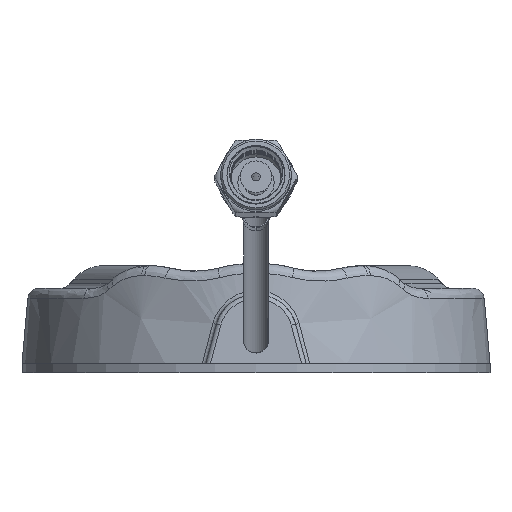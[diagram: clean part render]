
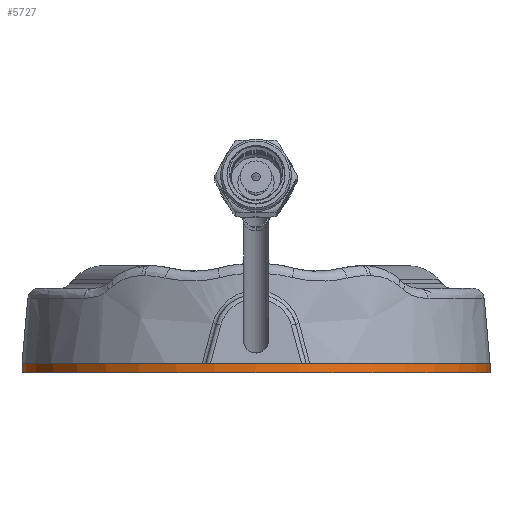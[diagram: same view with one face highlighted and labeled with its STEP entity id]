
A CAD part, front view. The second image highlights one B-rep face of the part: STEP entity #5727.
In plain terms, the highlighted cylindrical face has radius 25.85 mm (diameter 51.7 mm), a partial arc.
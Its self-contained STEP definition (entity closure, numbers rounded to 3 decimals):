
#469 = LINE ( 'NONE', #7373, #3774 ) ;
#764 = CARTESIAN_POINT ( 'NONE',  ( 25.85, 0., 0. ) ) ;
#1368 = CARTESIAN_POINT ( 'NONE',  ( -25.85, 0., -1. ) ) ;
#1805 = ORIENTED_EDGE ( 'NONE', *, *, #15269, .F. ) ;
#2284 = VERTEX_POINT ( 'NONE', #2767 ) ;
#2318 = DIRECTION ( 'NONE',  ( 1., 0., 0. ) ) ;
#2767 = CARTESIAN_POINT ( 'NONE',  ( 25.85, 0., -1. ) ) ;
#3263 = AXIS2_PLACEMENT_3D ( 'NONE', #11310, #15531, #2318 ) ;
#3348 = LINE ( 'NONE', #5808, #17984 ) ;
#3774 = VECTOR ( 'NONE', #10182, 1000. ) ;
#3809 = VERTEX_POINT ( 'NONE', #1368 ) ;
#4345 = CARTESIAN_POINT ( 'NONE',  ( 0., 0., -1. ) ) ;
#4402 = CIRCLE ( 'NONE', #12249, 25.85 ) ;
#5017 = ORIENTED_EDGE ( 'NONE', *, *, #17490, .F. ) ;
#5222 = CARTESIAN_POINT ( 'NONE',  ( -25.85, 0., 0. ) ) ;
#5402 = DIRECTION ( 'NONE',  ( 0., 0., 1. ) ) ;
#5727 = ADVANCED_FACE ( 'NONE', ( #13703 ), #12675, .T. ) ;
#5752 = DIRECTION ( 'NONE',  ( 1., 0., 0. ) ) ;
#5808 = CARTESIAN_POINT ( 'NONE',  ( -25.85, 0., -1. ) ) ;
#6410 = EDGE_CURVE ( 'NONE', #2284, #16980, #469, .T. ) ;
#7241 = DIRECTION ( 'NONE',  ( 0., 0., 1. ) ) ;
#7373 = CARTESIAN_POINT ( 'NONE',  ( 25.85, 0., -1. ) ) ;
#7387 = ORIENTED_EDGE ( 'NONE', *, *, #6410, .T. ) ;
#10182 = DIRECTION ( 'NONE',  ( 0., 0., 1. ) ) ;
#10970 = CIRCLE ( 'NONE', #16719, 25.85 ) ;
#11071 = EDGE_CURVE ( 'NONE', #17883, #16980, #10970, .T. ) ;
#11310 = CARTESIAN_POINT ( 'NONE',  ( 0., 0., -1. ) ) ;
#12249 = AXIS2_PLACEMENT_3D ( 'NONE', #4345, #14235, #5752 ) ;
#12675 = CYLINDRICAL_SURFACE ( 'NONE', #3263, 25.85 ) ;
#12823 = EDGE_LOOP ( 'NONE', ( #1805, #5017, #7387, #16421 ) ) ;
#13703 = FACE_OUTER_BOUND ( 'NONE', #12823, .T. ) ;
#13890 = CARTESIAN_POINT ( 'NONE',  ( 0., 0., 0. ) ) ;
#14235 = DIRECTION ( 'NONE',  ( 0., 0., -1. ) ) ;
#15269 = EDGE_CURVE ( 'NONE', #3809, #17883, #3348, .T. ) ;
#15321 = DIRECTION ( 'NONE',  ( 1., 0., 0. ) ) ;
#15531 = DIRECTION ( 'NONE',  ( 0., 0., 1. ) ) ;
#16421 = ORIENTED_EDGE ( 'NONE', *, *, #11071, .F. ) ;
#16719 = AXIS2_PLACEMENT_3D ( 'NONE', #13890, #5402, #15321 ) ;
#16980 = VERTEX_POINT ( 'NONE', #764 ) ;
#17490 = EDGE_CURVE ( 'NONE', #2284, #3809, #4402, .T. ) ;
#17883 = VERTEX_POINT ( 'NONE', #5222 ) ;
#17984 = VECTOR ( 'NONE', #7241, 1000. ) ;
